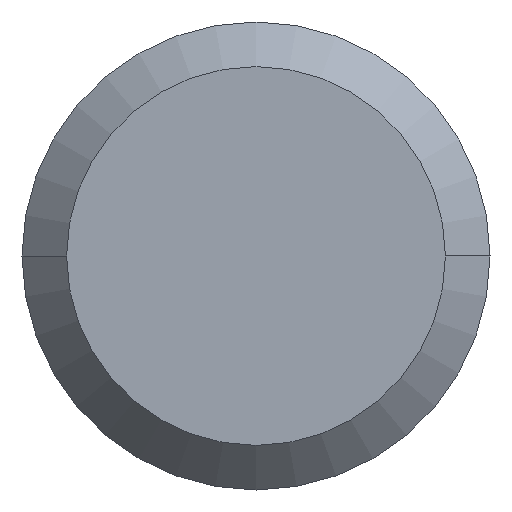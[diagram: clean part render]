
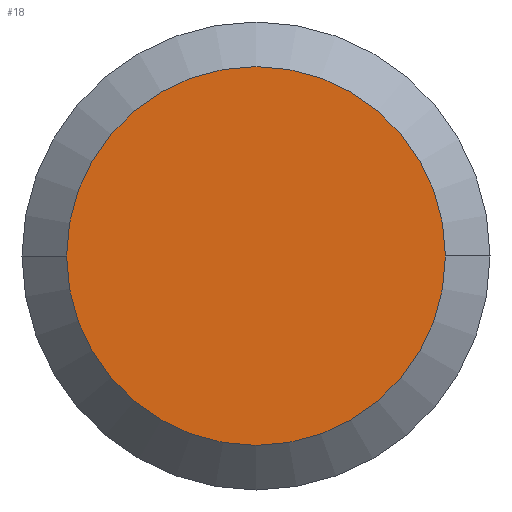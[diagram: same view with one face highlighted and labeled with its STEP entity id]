
A CAD part, left-side view. The second image highlights one B-rep face of the part: STEP entity #18.
In plain terms, the highlighted planar face has unit normal (-1, 0, 0).
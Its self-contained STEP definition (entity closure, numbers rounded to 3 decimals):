
#4 = ORIENTED_EDGE ( 'NONE', *, *, #159, .F. ) ;
#17 = DIRECTION ( 'NONE',  ( 0., 1., 0. ) ) ;
#18 = ADVANCED_FACE ( 'NONE', ( #413 ), #386, .T. ) ;
#26 = CARTESIAN_POINT ( 'NONE',  ( 0., -3.238, 0. ) ) ;
#43 = AXIS2_PLACEMENT_3D ( 'NONE', #234, #205, #17 ) ;
#54 = CARTESIAN_POINT ( 'NONE',  ( 0., 3.238, 0. ) ) ;
#102 = EDGE_LOOP ( 'NONE', ( #4, #346 ) ) ;
#107 = CARTESIAN_POINT ( 'NONE',  ( 0., 0., 0. ) ) ;
#119 = DIRECTION ( 'NONE',  ( 0., 1., 0. ) ) ;
#133 = EDGE_CURVE ( 'NONE', #209, #187, #290, .T. ) ;
#144 = CIRCLE ( 'NONE', #43, 3.238 ) ;
#159 = EDGE_CURVE ( 'NONE', #187, #209, #144, .T. ) ;
#187 = VERTEX_POINT ( 'NONE', #54 ) ;
#205 = DIRECTION ( 'NONE',  ( 1., 0., 0. ) ) ;
#209 = VERTEX_POINT ( 'NONE', #26 ) ;
#231 = DIRECTION ( 'NONE',  ( -1., 0., 0. ) ) ;
#234 = CARTESIAN_POINT ( 'NONE',  ( 0., 0., 0. ) ) ;
#262 = CARTESIAN_POINT ( 'NONE',  ( 0., 0., 0. ) ) ;
#290 = CIRCLE ( 'NONE', #314, 3.238 ) ;
#314 = AXIS2_PLACEMENT_3D ( 'NONE', #262, #357, #119 ) ;
#316 = DIRECTION ( 'NONE',  ( 0., -1., 0. ) ) ;
#320 = AXIS2_PLACEMENT_3D ( 'NONE', #107, #231, #316 ) ;
#346 = ORIENTED_EDGE ( 'NONE', *, *, #133, .F. ) ;
#357 = DIRECTION ( 'NONE',  ( 1., 0., 0. ) ) ;
#386 = PLANE ( 'NONE',  #320 ) ;
#413 = FACE_OUTER_BOUND ( 'NONE', #102, .T. ) ;
